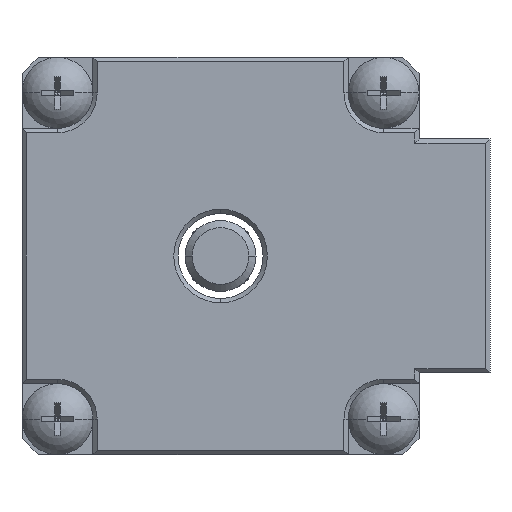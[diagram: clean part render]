
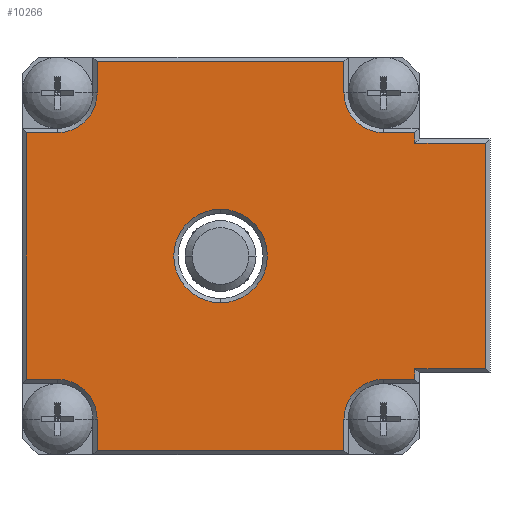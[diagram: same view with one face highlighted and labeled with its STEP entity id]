
A CAD part, front view. The second image highlights one B-rep face of the part: STEP entity #10266.
In plain terms, the highlighted planar face has unit normal (0, -1, 0).
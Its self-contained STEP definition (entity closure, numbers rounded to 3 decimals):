
#3094=DIRECTION('',(0.,0.,1.));
#3095=VECTOR('',#3094,0.75);
#3096=CARTESIAN_POINT('',(13.7,-2.5,7.95));
#3097=LINE('',#3096,#3095);
#3098=DIRECTION('',(-1.,0.,0.));
#3099=VECTOR('',#3098,5.);
#3100=CARTESIAN_POINT('',(18.7,-2.5,7.95));
#3101=LINE('',#3100,#3099);
#3102=DIRECTION('',(0.,0.,-1.));
#3103=VECTOR('',#3102,15.9);
#3104=CARTESIAN_POINT('',(18.7,-2.5,7.95));
#3105=LINE('',#3104,#3103);
#3106=DIRECTION('',(-1.,0.,0.));
#3107=VECTOR('',#3106,5.);
#3108=CARTESIAN_POINT('',(18.7,-2.5,-7.95));
#3109=LINE('',#3108,#3107);
#3110=DIRECTION('',(0.,0.,1.));
#3111=VECTOR('',#3110,0.75);
#3112=CARTESIAN_POINT('',(13.7,-2.5,-8.7));
#3113=LINE('',#3112,#3111);
#3114=DIRECTION('',(1.,0.,0.));
#3115=VECTOR('',#3114,2.2);
#3116=CARTESIAN_POINT('',(11.5,-2.5,
-8.7));
#3117=LINE('',#3116,#3115);
#3118=CARTESIAN_POINT('',(11.5,-2.5,-11.5));
#3119=DIRECTION('',(0.,1.,0.));
#3120=DIRECTION('',(-1.,0.,0.));
#3121=AXIS2_PLACEMENT_3D('',#3118,#3119,#3120);
#3123=DIRECTION('',(0.,0.,1.));
#3124=VECTOR('',#3123,2.2);
#3125=CARTESIAN_POINT('',(8.7,-2.5,-13.7));
#3126=LINE('',#3125,#3124);
#3127=DIRECTION('',(1.,0.,0.));
#3128=VECTOR('',#3127,17.4);
#3129=CARTESIAN_POINT('',(-8.7,-2.5,-13.7));
#3130=LINE('',#3129,#3128);
#3131=DIRECTION('',(0.,0.,-1.));
#3132=VECTOR('',#3131,2.2);
#3133=CARTESIAN_POINT('',(-8.7,-2.5,
-11.5));
#3134=LINE('',#3133,#3132);
#3135=CARTESIAN_POINT('',(-11.5,-2.5,-11.5));
#3136=DIRECTION('',(0.,1.,0.));
#3137=DIRECTION('',(0.,0.,1.));
#3138=AXIS2_PLACEMENT_3D('',#3135,#3136,#3137);
#3140=DIRECTION('',(1.,0.,0.));
#3141=VECTOR('',#3140,2.2);
#3142=CARTESIAN_POINT('',(-13.7,-2.5,-8.7));
#3143=LINE('',#3142,#3141);
#3144=DIRECTION('',(0.,0.,-1.));
#3145=VECTOR('',#3144,17.4);
#3146=CARTESIAN_POINT('',(-13.7,-2.5,8.7));
#3147=LINE('',#3146,#3145);
#3148=DIRECTION('',(-1.,0.,0.));
#3149=VECTOR('',#3148,2.2);
#3150=CARTESIAN_POINT('',(-11.5,-2.5,
8.7));
#3151=LINE('',#3150,#3149);
#3152=CARTESIAN_POINT('',(-11.5,-2.5,11.5));
#3153=DIRECTION('',(0.,1.,0.));
#3154=DIRECTION('',(1.,0.,0.));
#3155=AXIS2_PLACEMENT_3D('',#3152,#3153,#3154);
#3157=DIRECTION('',(0.,0.,-1.));
#3158=VECTOR('',#3157,2.2);
#3159=CARTESIAN_POINT('',(-8.7,-2.5,13.7));
#3160=LINE('',#3159,#3158);
#3161=DIRECTION('',(-1.,0.,0.));
#3162=VECTOR('',#3161,17.4);
#3163=CARTESIAN_POINT('',(8.7,-2.5,13.7));
#3164=LINE('',#3163,#3162);
#3165=DIRECTION('',(0.,0.,1.));
#3166=VECTOR('',#3165,2.2);
#3167=CARTESIAN_POINT('',(8.7,-2.5,11.5));
#3168=LINE('',#3167,#3166);
#3169=CARTESIAN_POINT('',(11.5,-2.5,11.5));
#3170=DIRECTION('',(0.,1.,0.));
#3171=DIRECTION('',(0.,0.,-1.));
#3172=AXIS2_PLACEMENT_3D('',#3169,#3170,#3171);
#3174=DIRECTION('',(-1.,0.,0.));
#3175=VECTOR('',#3174,2.2);
#3176=CARTESIAN_POINT('',(13.7,-2.5,8.7));
#3177=LINE('',#3176,#3175);
#3178=CARTESIAN_POINT('',(0.,-2.5,0.));
#3179=DIRECTION('',(0.,1.,0.));
#3180=DIRECTION('',(0.,0.,1.));
#3181=AXIS2_PLACEMENT_3D('',#3178,#3179,#3180);
#3183=CARTESIAN_POINT('',(0.,-2.5,0.));
#3184=DIRECTION('',(0.,1.,0.));
#3185=DIRECTION('',(0.,0.,-1.));
#3186=AXIS2_PLACEMENT_3D('',#3183,#3184,#3185);
#8111=CARTESIAN_POINT('',(13.7,-2.5,7.95));
#8112=CARTESIAN_POINT('',(13.7,-2.5,8.7));
#8113=VERTEX_POINT('',#8111);
#8114=VERTEX_POINT('',#8112);
#8117=CARTESIAN_POINT('',(18.7,-2.5,7.95));
#8118=VERTEX_POINT('',#8117);
#8119=CARTESIAN_POINT('',(18.7,-2.5,-7.95));
#8120=VERTEX_POINT('',#8119);
#8123=CARTESIAN_POINT('',(13.7,-2.5,-7.95));
#8124=VERTEX_POINT('',#8123);
#8127=CARTESIAN_POINT('',(13.7,-2.5,-8.7));
#8128=VERTEX_POINT('',#8127);
#8133=CARTESIAN_POINT('',(11.5,-2.5,
-8.7));
#8134=VERTEX_POINT('',#8133);
#8135=CARTESIAN_POINT('',(8.7,-2.5,-11.5));
#8136=VERTEX_POINT('',#8135);
#8139=CARTESIAN_POINT('',(8.7,-2.5,-13.7));
#8140=VERTEX_POINT('',#8139);
#8145=CARTESIAN_POINT('',(-8.7,-2.5,-13.7));
#8146=VERTEX_POINT('',#8145);
#8147=CARTESIAN_POINT('',(-13.7,-2.5,-8.7));
#8148=CARTESIAN_POINT('',(-11.5,-2.5,
-8.7));
#8149=VERTEX_POINT('',#8147);
#8150=VERTEX_POINT('',#8148);
#8155=CARTESIAN_POINT('',(-8.7,-2.5,-11.5));
#8156=VERTEX_POINT('',#8155);
#8161=CARTESIAN_POINT('',(-13.7,-2.5,8.7));
#8162=VERTEX_POINT('',#8161);
#8163=CARTESIAN_POINT('',(-8.7,-2.5,13.7));
#8164=CARTESIAN_POINT('',(-8.7,-2.5,
11.5));
#8165=VERTEX_POINT('',#8163);
#8166=VERTEX_POINT('',#8164);
#8171=CARTESIAN_POINT('',(-11.5,-2.5,8.7));
#8172=VERTEX_POINT('',#8171);
#8177=CARTESIAN_POINT('',(8.7,-2.5,13.7));
#8178=VERTEX_POINT('',#8177);
#8179=CARTESIAN_POINT('',(11.5,-2.5,8.7));
#8180=VERTEX_POINT('',#8179);
#8183=CARTESIAN_POINT('',(8.7,-2.5,11.5));
#8184=VERTEX_POINT('',#8183);
#8267=CARTESIAN_POINT('',(0.,-2.5,3.3));
#8268=CARTESIAN_POINT('',(0.,-2.5,-3.3));
#8269=VERTEX_POINT('',#8267);
#8270=VERTEX_POINT('',#8268);
#10214=CARTESIAN_POINT('',(0.,-2.5,0.));
#10215=DIRECTION('',(0.,1.,0.));
#10216=DIRECTION('',(0.,0.,-1.));
#10217=AXIS2_PLACEMENT_3D('',#10214,#10215,#10216);
#10218=PLANE('',#10217);
#10220=ORIENTED_EDGE('',*,*,#10219,.F.);
#10222=ORIENTED_EDGE('',*,*,#10221,.F.);
#10224=ORIENTED_EDGE('',*,*,#10223,.T.);
#10226=ORIENTED_EDGE('',*,*,#10225,.T.);
#10228=ORIENTED_EDGE('',*,*,#10227,.F.);
#10230=ORIENTED_EDGE('',*,*,#10229,.F.);
#10232=ORIENTED_EDGE('',*,*,#10231,.F.);
#10233=ORIENTED_EDGE('',*,*,#10204,.F.);
#10235=ORIENTED_EDGE('',*,*,#10234,.F.);
#10237=ORIENTED_EDGE('',*,*,#10236,.F.);
#10239=ORIENTED_EDGE('',*,*,#10238,.F.);
#10241=ORIENTED_EDGE('',*,*,#10240,.F.);
#10243=ORIENTED_EDGE('',*,*,#10242,.F.);
#10245=ORIENTED_EDGE('',*,*,#10244,.F.);
#10247=ORIENTED_EDGE('',*,*,#10246,.F.);
#10249=ORIENTED_EDGE('',*,*,#10248,.F.);
#10251=ORIENTED_EDGE('',*,*,#10250,.F.);
#10253=ORIENTED_EDGE('',*,*,#10252,.F.);
#10255=ORIENTED_EDGE('',*,*,#10254,.F.);
#10257=ORIENTED_EDGE('',*,*,#10256,.F.);
#10258=EDGE_LOOP('',(#10220,#10222,#10224,#10226,#10228,#10230,#10232,#10233,
#10235,#10237,#10239,#10241,#10243,#10245,#10247,#10249,#10251,#10253,#10255,
#10257));
#10259=FACE_OUTER_BOUND('',#10258,.F.);
#10261=ORIENTED_EDGE('',*,*,#10260,.F.);
#10263=ORIENTED_EDGE('',*,*,#10262,.F.);
#10264=EDGE_LOOP('',(#10261,#10263));
#10265=FACE_BOUND('',#10264,.F.);
#10266=ADVANCED_FACE('',(#10259,#10265),#10218,.F.);
#3122=CIRCLE('',#3121,2.8);
#3139=CIRCLE('',#3138,2.8);
#3156=CIRCLE('',#3155,2.8);
#3173=CIRCLE('',#3172,2.8);
#3182=CIRCLE('',#3181,3.3);
#3187=CIRCLE('',#3186,3.3);
#10204=EDGE_CURVE('',#8140,#8136,#3126,.T.);
#10219=EDGE_CURVE('',#8113,#8114,#3097,.T.);
#10221=EDGE_CURVE('',#8118,#8113,#3101,.T.);
#10223=EDGE_CURVE('',#8118,#8120,#3105,.T.);
#10225=EDGE_CURVE('',#8120,#8124,#3109,.T.);
#10227=EDGE_CURVE('',#8128,#8124,#3113,.T.);
#10229=EDGE_CURVE('',#8134,#8128,#3117,.T.);
#10231=EDGE_CURVE('',#8136,#8134,#3122,.T.);
#10234=EDGE_CURVE('',#8146,#8140,#3130,.T.);
#10236=EDGE_CURVE('',#8156,#8146,#3134,.T.);
#10238=EDGE_CURVE('',#8150,#8156,#3139,.T.);
#10240=EDGE_CURVE('',#8149,#8150,#3143,.T.);
#10242=EDGE_CURVE('',#8162,#8149,#3147,.T.);
#10244=EDGE_CURVE('',#8172,#8162,#3151,.T.);
#10246=EDGE_CURVE('',#8166,#8172,#3156,.T.);
#10248=EDGE_CURVE('',#8165,#8166,#3160,.T.);
#10250=EDGE_CURVE('',#8178,#8165,#3164,.T.);
#10252=EDGE_CURVE('',#8184,#8178,#3168,.T.);
#10254=EDGE_CURVE('',#8180,#8184,#3173,.T.);
#10256=EDGE_CURVE('',#8114,#8180,#3177,.T.);
#10260=EDGE_CURVE('',#8269,#8270,#3182,.T.);
#10262=EDGE_CURVE('',#8270,#8269,#3187,.T.);
